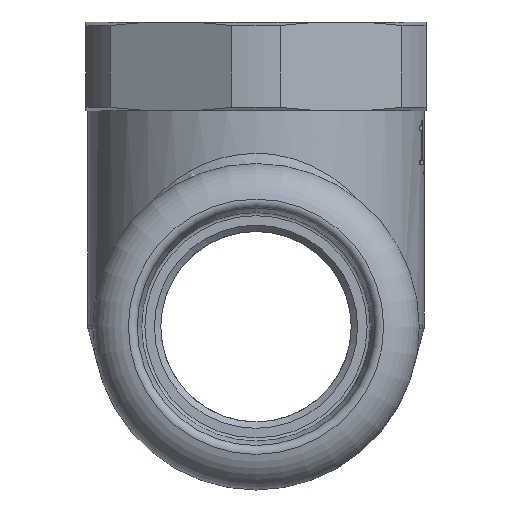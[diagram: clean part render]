
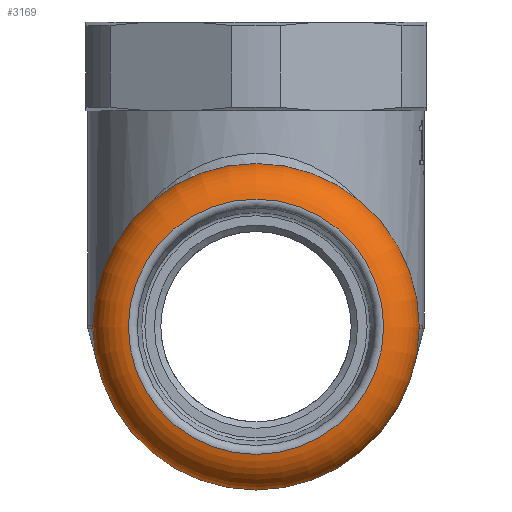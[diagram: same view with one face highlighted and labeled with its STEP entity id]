
A CAD part, left-side view. The second image highlights one B-rep face of the part: STEP entity #3169.
In plain terms, the highlighted toroidal (fillet/blend) face has major radius 9.489 mm and minor radius 3.367 mm.
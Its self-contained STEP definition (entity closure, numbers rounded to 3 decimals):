
#747=FACE_OUTER_BOUND('',#939,.T.);
#939=EDGE_LOOP('',(#2142,#2143,#2144,#2145,#2146,#2147));
#1155=CIRCLE('',#3394,10.05);
#1156=CIRCLE('',#3395,10.05);
#1157=CIRCLE('',#3396,3.367);
#1158=CIRCLE('',#3397,10.65);
#1159=CIRCLE('',#3398,10.65);
#1287=VERTEX_POINT('',#4323);
#1288=VERTEX_POINT('',#4324);
#1289=VERTEX_POINT('',#4327);
#1290=VERTEX_POINT('',#4329);
#1624=EDGE_CURVE('',#1287,#1288,#1155,.T.);
#1625=EDGE_CURVE('',#1288,#1287,#1156,.T.);
#1626=EDGE_CURVE('',#1288,#1289,#1157,.T.);
#1627=EDGE_CURVE('',#1289,#1290,#1158,.T.);
#1628=EDGE_CURVE('',#1290,#1289,#1159,.T.);
#2142=ORIENTED_EDGE('',*,*,#1624,.F.);
#2143=ORIENTED_EDGE('',*,*,#1625,.F.);
#2144=ORIENTED_EDGE('',*,*,#1626,.T.);
#2145=ORIENTED_EDGE('',*,*,#1627,.T.);
#2146=ORIENTED_EDGE('',*,*,#1628,.T.);
#2147=ORIENTED_EDGE('',*,*,#1626,.F.);
#3152=TOROIDAL_SURFACE('',#3393,9.488,3.367);
#3169=ADVANCED_FACE('',(#747),#3152,.T.);
#3393=AXIS2_PLACEMENT_3D('',#4322,#3663,#3664);
#3394=AXIS2_PLACEMENT_3D('',#4325,#3665,#3666);
#3395=AXIS2_PLACEMENT_3D('',#4326,#3667,#3668);
#3396=AXIS2_PLACEMENT_3D('',#4328,#3669,#3670);
#3397=AXIS2_PLACEMENT_3D('',#4330,#3671,#3672);
#3398=AXIS2_PLACEMENT_3D('',#4331,#3673,#3674);
#3663=DIRECTION('center_axis',(-1.,0.,0.));
#3664=DIRECTION('ref_axis',(0.,0.,1.));
#3665=DIRECTION('center_axis',(-1.,0.,0.));
#3666=DIRECTION('ref_axis',(0.,0.,1.));
#3667=DIRECTION('center_axis',(-1.,0.,0.));
#3668=DIRECTION('ref_axis',(0.,0.,1.));
#3669=DIRECTION('center_axis',(0.,-1.,0.));
#3670=DIRECTION('ref_axis',(0.,0.,-1.));
#3671=DIRECTION('center_axis',(-1.,0.,0.));
#3672=DIRECTION('ref_axis',(0.,0.,1.));
#3673=DIRECTION('center_axis',(-1.,0.,0.));
#3674=DIRECTION('ref_axis',(0.,0.,1.));
#4322=CARTESIAN_POINT('Origin',(-32.672,0.,0.));
#4323=CARTESIAN_POINT('',(-35.992,0.,10.05));
#4324=CARTESIAN_POINT('',(-35.992,0.,-10.05));
#4325=CARTESIAN_POINT('Origin',(-35.992,0.,0.));
#4326=CARTESIAN_POINT('Origin',(-35.992,0.,0.));
#4327=CARTESIAN_POINT('',(-29.511,0.,-10.65));
#4328=CARTESIAN_POINT('Origin',(-32.672,0.,
-9.488));
#4329=CARTESIAN_POINT('',(-29.511,0.,10.65));
#4330=CARTESIAN_POINT('Origin',(-29.511,0.,
0.));
#4331=CARTESIAN_POINT('Origin',(-29.511,0.,
0.));
